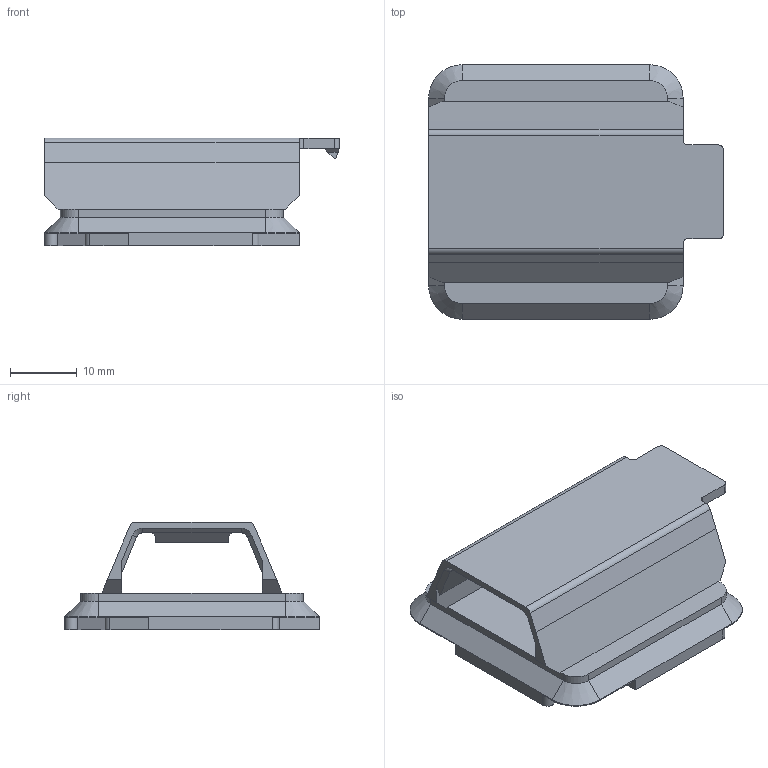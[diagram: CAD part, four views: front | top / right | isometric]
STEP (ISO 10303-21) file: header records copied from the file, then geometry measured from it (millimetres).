
FILE_DESCRIPTION(('FreeCAD Model'),'2;1');
FILE_NAME('Open CASCADE Shape Model','2024-05-19T10:56:54',(''),(''), 'Open CASCADE STEP processor 7.7','FreeCAD','Unknown');
FILE_SCHEMA(('AP242_MANAGED_MODEL_BASED_3D_ENGINEERING_MIM_LF. {1 0 10303 442 1 1 4 }'));
Length unit declared in the file: millimetre
Products named in the file (1): version-2
Bounding box: 44 x 38 x 16.1 mm (x, y, z)
Volume: 7886.5 mm3; surface area: 6544.7 mm2
Topology: 1 solids, 1 shells, 94 faces, 267 edges, 174 vertices
Faces by surface type: plane 67, cylinder 21, cone 6
Full cylindrical faces by diameter (mm): 12 x1
Entity records: 6616 total; most frequent: CARTESIAN_POINT 1215, DIRECTION 1027, LINE 688, VECTOR 688, ORIENTED_EDGE 534, PCURVE 534, DEFINITIONAL_REPRESENTATION 534, EDGE_CURVE 267
